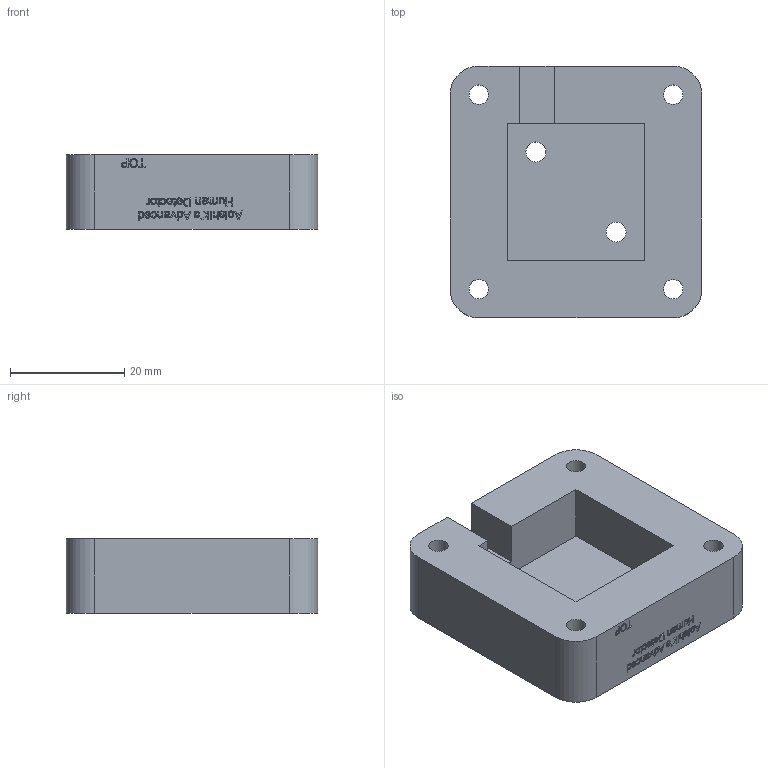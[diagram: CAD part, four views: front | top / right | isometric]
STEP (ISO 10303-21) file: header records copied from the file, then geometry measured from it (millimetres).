
FILE_DESCRIPTION(/* description */ (''),/* implementation_level */ '2;1');
FILE_NAME(/* name */ 'Sensor_Bottom.step',/* time_stamp */ '2026-02-08T12:29:58+05:30',/* author */ (''),/* organization */ (''),/* preprocessor_version */ 'ST-DEVELOPER v20.1',/* originating_system */ 'Autodesk Translation Framework v14.24.0.0',/* authorisation */ '');
FILE_SCHEMA (('AUTOMOTIVE_DESIGN { 1 0 10303 214 3 1 1 }'));
Length unit declared in the file: millimetre
Products named in the file (1): 2026-02-06-21-46-18-488
Bounding box: 44 x 44 x 13 mm (x, y, z)
Volume: 17897.7 mm3; surface area: 7795.8 mm2
Topology: 1 solids, 1 shells, 698 faces, 1929 edges, 1286 vertices
Faces by surface type: bspline 414, plane 270, cylinder 14
Full cylindrical faces by diameter (mm): 3.4 x4, 3.5 x2, 6 x4
Entity records: 25998 total; most frequent: CARTESIAN_POINT 10952, ORIENTED_EDGE 3858, EDGE_CURVE 1929, DIRECTION 1699, VERTEX_POINT 1286, LINE 1073, VECTOR 1073, B_SPLINE_CURVE_WITH_KNOTS 828
